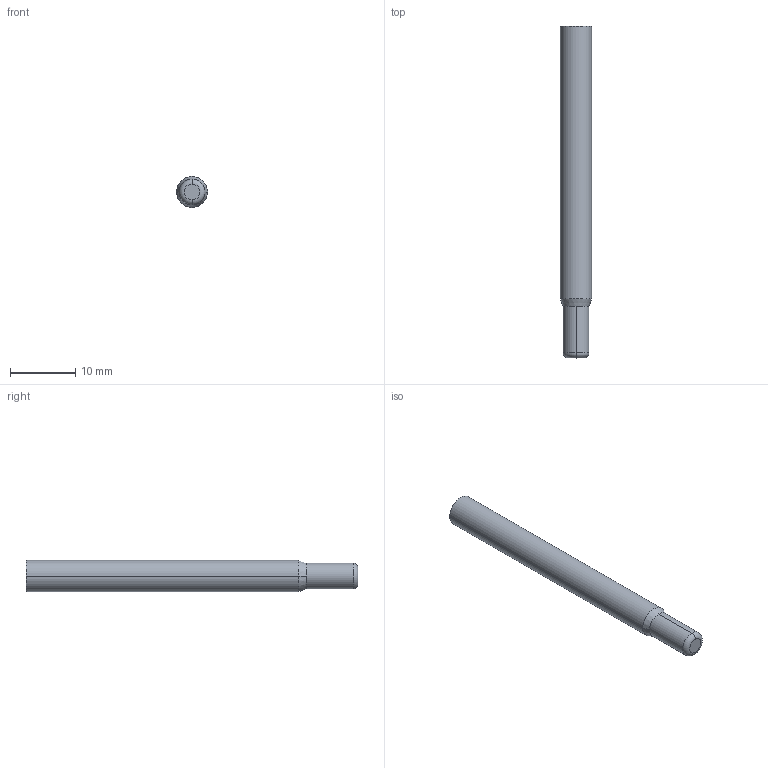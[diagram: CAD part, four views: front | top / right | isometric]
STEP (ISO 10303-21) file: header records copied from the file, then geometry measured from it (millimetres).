
FILE_DESCRIPTION (( 'STEP AP214' ), '1' );
FILE_NAME ('84699.STEP', '2023-06-28T20:37:38', ( '' ), ( '' ), 'SwSTEP 2.0', 'SolidWorks 2023', '' );
FILE_SCHEMA (( 'AUTOMOTIVE_DESIGN' ));
Length unit declared in the file: inch
Products named in the file (1): 84699
Bounding box: 4.76 x 50.8 x 4.76 mm (x, y, z)
Volume: 857.2 mm3; surface area: 765.7 mm2
Topology: 1 solids, 1 shells, 10 faces, 20 edges, 12 vertices
Faces by surface type: cylinder 4, cone 2, torus 2, plane 2
Entity records: 358 total; most frequent: DIRECTION 56, CARTESIAN_POINT 43, ORIENTED_EDGE 40, AXIS2_PLACEMENT_3D 25, EDGE_CURVE 20, CIRCLE 14, VERTEX_POINT 12, FACE_OUTER_BOUND 10
